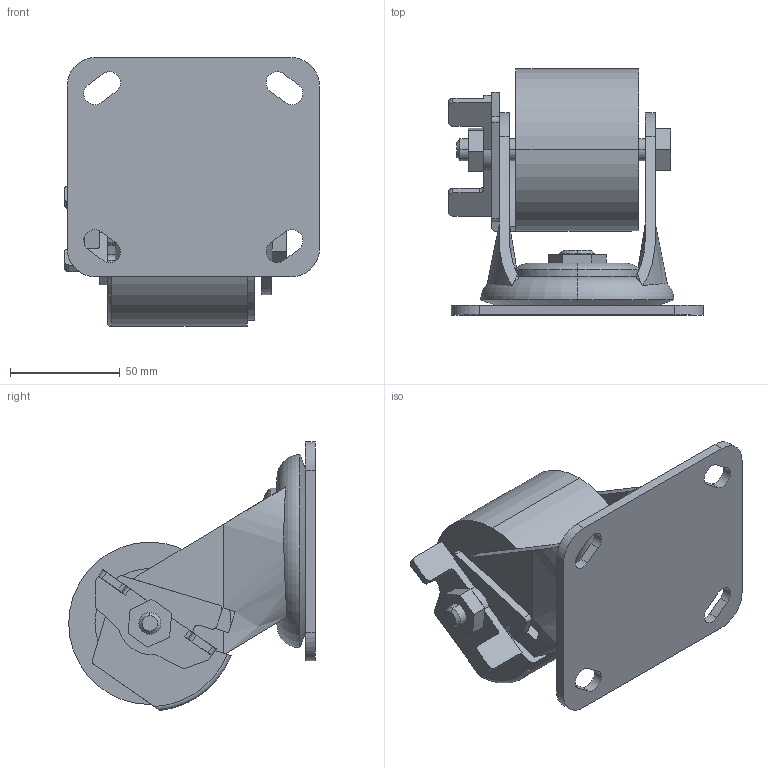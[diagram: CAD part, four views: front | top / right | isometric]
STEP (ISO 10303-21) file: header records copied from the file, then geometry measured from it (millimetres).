
FILE_DESCRIPTION (( 'STEP AP214' ), '1' );
FILE_NAME ('Êîëåñî.STEP', '2022-04-12T15:55:58', ( 'user' ), ( '' ), 'SwSTEP 2.0', 'SolidWorks 2022', '' );
FILE_SCHEMA (( 'AUTOMOTIVE_DESIGN' ));
Length unit declared in the file: millimetre
Products named in the file (1): 扻錼勷
Bounding box: 116.2 x 112.44 x 122.6 mm (x, y, z)
Volume: 431777.6 mm3; surface area: 89425.1 mm2
Topology: 1 solids, 2 shells, 190 faces, 482 edges, 308 vertices
Faces by surface type: plane 92, cylinder 70, torus 12, cone 8, bspline 8
Entity records: 6416 total; most frequent: CARTESIAN_POINT 1682, DIRECTION 970, ORIENTED_EDGE 964, EDGE_CURVE 482, AXIS2_PLACEMENT_3D 343, VERTEX_POINT 308, VECTOR 284, LINE 284
